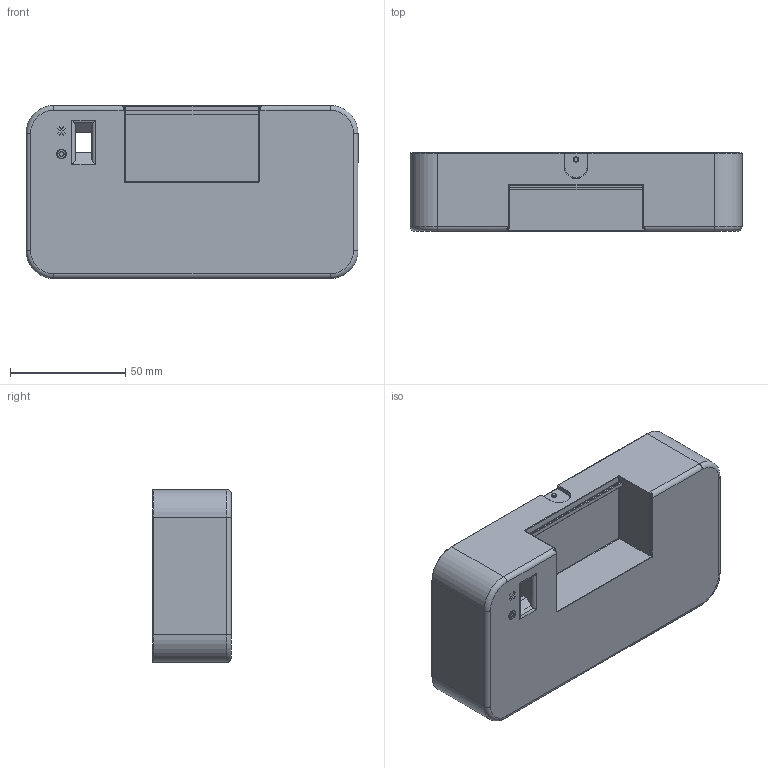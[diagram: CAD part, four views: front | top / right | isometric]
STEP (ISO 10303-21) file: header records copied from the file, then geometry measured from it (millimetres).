
FILE_DESCRIPTION (( 'STEP AP214' ), '1' );
FILE_NAME ('base.STEP', '2025-09-11T00:07:29', ( '' ), ( '' ), 'SwSTEP 2.0', 'SolidWorks 2023', '' );
FILE_SCHEMA (( 'AUTOMOTIVE_DESIGN' ));
Length unit declared in the file: millimetre
Products named in the file (1): base
Bounding box: 144 x 34 x 75 mm (x, y, z)
Volume: 67688.6 mm3; surface area: 62019.7 mm2
Topology: 1 solids, 1 shells, 1013 faces, 2363 edges, 1264 vertices
Faces by surface type: cylinder 494, plane 225, torus 172, sphere 110, bspline 12
Entity records: 27780 total; most frequent: DIRECTION 5208, CARTESIAN_POINT 5116, ORIENTED_EDGE 4506, EDGE_CURVE 2253, AXIS2_PLACEMENT_3D 2055, VERTEX_POINT 1263, LINE 1098, VECTOR 1098
